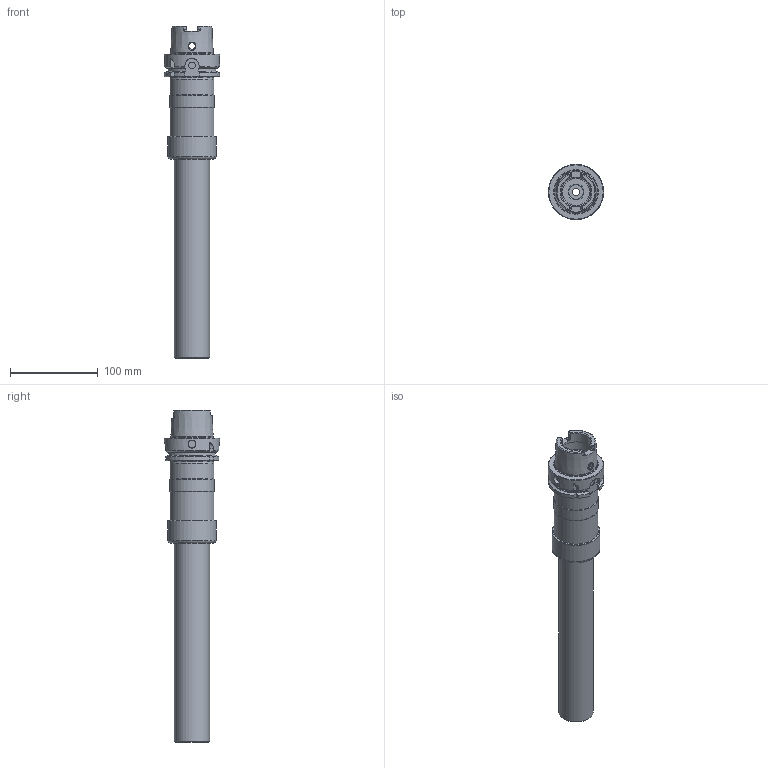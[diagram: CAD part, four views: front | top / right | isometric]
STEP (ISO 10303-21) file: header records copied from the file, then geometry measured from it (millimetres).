
FILE_DESCRIPTION(/* description */ (''),/* implementation_level */ '2;1');
FILE_NAME(/* name */ '886516190.stp',/* time_stamp */ '2021-07-28T09:04:13',/* author */ ('LRA'),/* organization */ ('REGO-FIX'),/* preprocessor_version */ ' Unknown',/* originating_system */ 'SIEMENS PLM Software Solid Edge ST10',/* authorization */ 'Unknown');
FILE_SCHEMA (('AUTOMOTIVE_DESIGN { 1 0 10303 214 2 1 1}'));
Length unit declared in the file: millimetre
Products named in the file (1): NOCUT
Bounding box: 63 x 63 x 379 mm (x, y, z)
Volume: 496466.1 mm3; surface area: 91033.8 mm2
Topology: 1 solids, 3 shells, 187 faces, 459 edges, 287 vertices
Faces by surface type: plane 55, cylinder 52, cone 47, torus 33
Full cylindrical faces by diameter (mm): 7.5 x3, 8.4 x1, 9 x1, 10 x1, 10.1 x1, 10.106 x1, 13 x1, 16.917 x1, 20 x1, 23.5 x1, 30.5 x1, 31.6 x1, 33 x1, 34 x2, 40 x2, 40.2 x1, 42 x1, 45 x1, 48.039 x1, 48.376 x2, 49.3 x1, 50 x2, 50.05 x1, 50.5 x1, 51.3 x1, 54.8 x1, 63 x1
Entity records: 6441 total; most frequent: CARTESIAN_POINT 1223, DIRECTION 824, ORIENTED_EDGE 684, AXIS2_PLACEMENT_3D 367, EDGE_CURVE 342, EDGE_LOOP 295, FACE_BOUND 295, VERTEX_POINT 259
